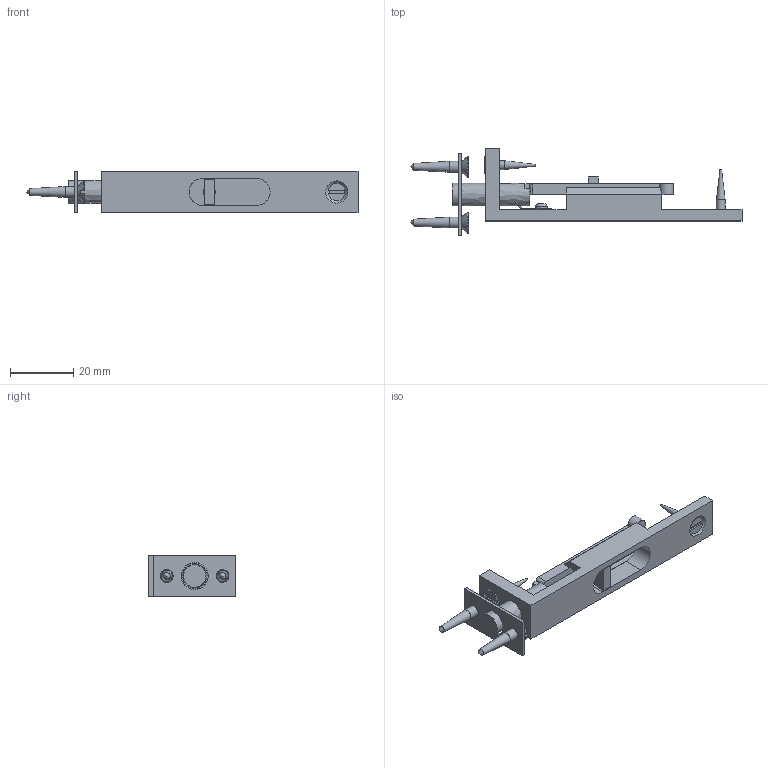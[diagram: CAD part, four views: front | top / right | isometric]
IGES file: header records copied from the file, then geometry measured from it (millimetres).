
Global section: file name: P7302-A; native system: Autodesk Inventor 2018; preprocessor: unknown; author: aduggalther; date: 20180911.144557; units: millimetre
Bounding box: 104.74 x 27.7 x 13 mm (x, y, z)
Volume: 7987.9 mm3; surface area: 7851.8 mm2
Topology: 9 solids, 9 shells, 136 faces, 356 edges, 236 vertices
Faces by surface type: bspline 136
